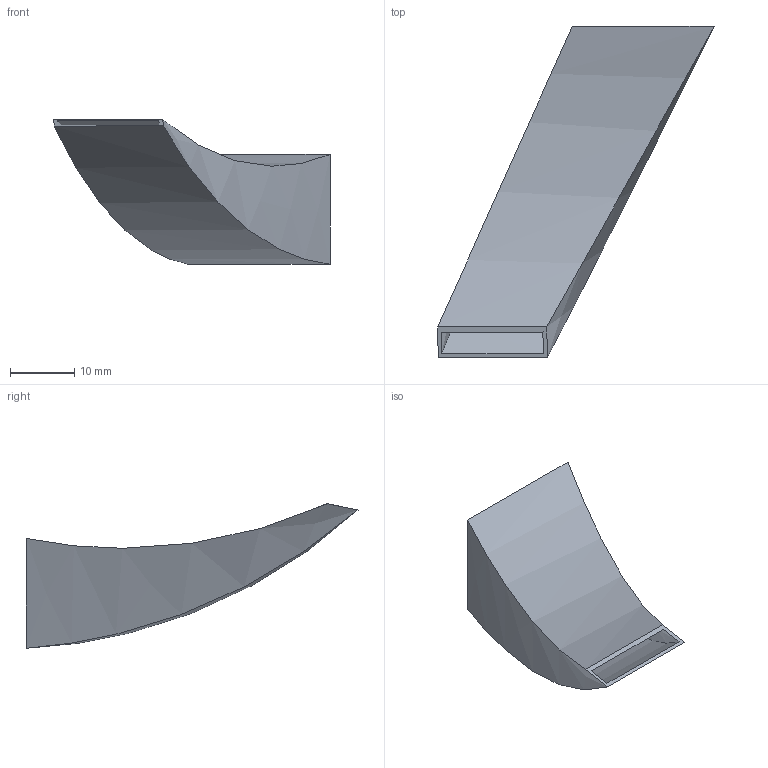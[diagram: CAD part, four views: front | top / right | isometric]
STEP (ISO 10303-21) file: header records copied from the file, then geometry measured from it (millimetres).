
FILE_DESCRIPTION(('FreeCAD Model'),'2;1');
FILE_NAME('Open CASCADE Shape Model','2025-03-02T09:54:44',(''),(''), 'Open CASCADE STEP processor 7.8','FreeCAD','Unknown');
FILE_SCHEMA(('AUTOMOTIVE_DESIGN { 1 0 10303 214 1 1 1 1 }'));
Length unit declared in the file: millimetre
Products named in the file (1): Tunnel
Bounding box: 42.92 x 51.54 x 22.45 mm (x, y, z)
Volume: 1543.9 mm3; surface area: 6244.6 mm2
Topology: 1 solids, 1 shells, 10 faces, 24 edges, 16 vertices
Faces by surface type: bspline 4, offset 4, plane 2
Entity records: 1409 total; most frequent: CARTESIAN_POINT 1214, ORIENTED_EDGE 48, EDGE_CURVE 24, B_SPLINE_CURVE_WITH_KNOTS 24, VERTEX_POINT 16, FACE_BOUND 12, EDGE_LOOP 12, ADVANCED_FACE 10
